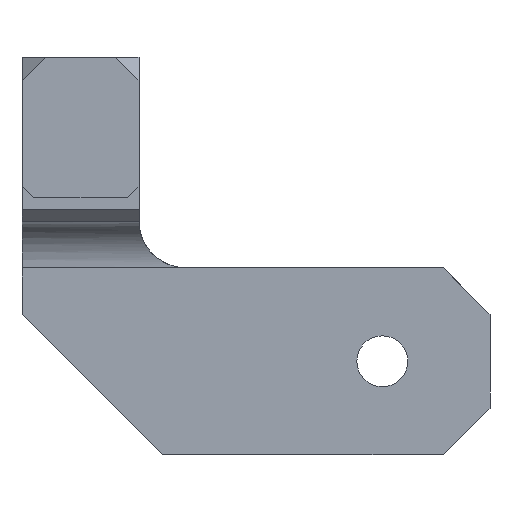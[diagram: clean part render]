
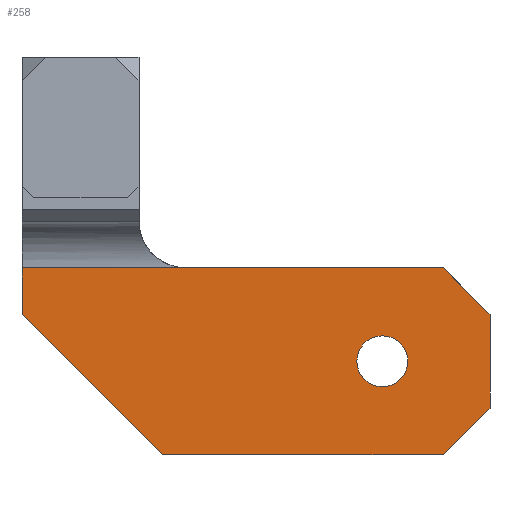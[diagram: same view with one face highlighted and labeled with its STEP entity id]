
A CAD part, front view. The second image highlights one B-rep face of the part: STEP entity #258.
In plain terms, the highlighted planar face has unit normal (0, -1, 0).
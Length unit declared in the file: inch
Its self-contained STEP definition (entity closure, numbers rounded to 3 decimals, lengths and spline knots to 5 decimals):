
#28 = VECTOR ( 'NONE', #1086, 39.37008 ) ;
#46 = LINE ( 'NONE', #1302, #1210 ) ;
#65 = DIRECTION ( 'NONE',  ( -1., 0., 0. ) ) ;
#107 = DIRECTION ( 'NONE',  ( 0., 0., 1. ) ) ;
#120 = CARTESIAN_POINT ( 'NONE',  ( -6.67406, 0.553, 0. ) ) ;
#123 = ORIENTED_EDGE ( 'NONE', *, *, #1158, .T. ) ;
#141 = DIRECTION ( 'NONE',  ( 0., 0., -1. ) ) ;
#165 = VERTEX_POINT ( 'NONE', #731 ) ;
#170 = VECTOR ( 'NONE', #289, 39.37008 ) ;
#181 = EDGE_CURVE ( 'NONE', #290, #641, #330, .T. ) ;
#191 = CIRCLE ( 'NONE', #477, 0.068 ) ;
#227 = VERTEX_POINT ( 'NONE', #1387 ) ;
#236 = DIRECTION ( 'NONE',  ( 0., 0., 1. ) ) ;
#240 = AXIS2_PLACEMENT_3D ( 'NONE', #1274, #789, #107 ) ;
#258 = ADVANCED_FACE ( 'NONE', ( #1166, #790 ), #1125, .F. ) ;
#289 = DIRECTION ( 'NONE',  ( -0.707, 0., 0.707 ) ) ;
#290 = VERTEX_POINT ( 'NONE', #904 ) ;
#307 = EDGE_CURVE ( 'NONE', #1331, #555, #191, .T. ) ;
#330 = LINE ( 'NONE', #1397, #28 ) ;
#418 = CARTESIAN_POINT ( 'NONE',  ( -6.38656, 0.553, 0.125 ) ) ;
#421 = VECTOR ( 'NONE', #65, 39.37008 ) ;
#441 = CARTESIAN_POINT ( 'NONE',  ( -7.26156, 0.553, -0.25 ) ) ;
#443 = LINE ( 'NONE', #441, #1036 ) ;
#467 = EDGE_CURVE ( 'NONE', #746, #725, #877, .T. ) ;
#473 = ORIENTED_EDGE ( 'NONE', *, *, #658, .F. ) ;
#477 = AXIS2_PLACEMENT_3D ( 'NONE', #120, #910, #236 ) ;
#528 = CARTESIAN_POINT ( 'NONE',  ( -7.63656, 0.553, 0.125 ) ) ;
#530 = DIRECTION ( 'NONE',  ( 0., -1., 0. ) ) ;
#536 = DIRECTION ( 'NONE',  ( 0.707, 0., 0.707 ) ) ;
#555 = VERTEX_POINT ( 'NONE', #1396 ) ;
#577 = CARTESIAN_POINT ( 'NONE',  ( -6.67406, 0.553, -0.068 ) ) ;
#586 = ORIENTED_EDGE ( 'NONE', *, *, #824, .T. ) ;
#601 = CARTESIAN_POINT ( 'NONE',  ( -6.38656, 0.553, -0.25 ) ) ;
#618 = VECTOR ( 'NONE', #536, 39.37008 ) ;
#635 = CARTESIAN_POINT ( 'NONE',  ( -7.63656, 0.553, 0.2495 ) ) ;
#641 = VERTEX_POINT ( 'NONE', #528 ) ;
#658 = EDGE_CURVE ( 'NONE', #227, #165, #46, .T. ) ;
#662 = EDGE_CURVE ( 'NONE', #901, #290, #948, .T. ) ;
#673 = EDGE_CURVE ( 'NONE', #555, #1331, #913, .T. ) ;
#717 = EDGE_CURVE ( 'NONE', #227, #725, #1406, .T. ) ;
#725 = VERTEX_POINT ( 'NONE', #1095 ) ;
#731 = CARTESIAN_POINT ( 'NONE',  ( -7.26156, 0.553, -0.25 ) ) ;
#746 = VERTEX_POINT ( 'NONE', #418 ) ;
#748 = DIRECTION ( 'NONE',  ( -1., 0., 0. ) ) ;
#789 = DIRECTION ( 'NONE',  ( 0., 1., 0. ) ) ;
#790 = FACE_BOUND ( 'NONE', #896, .T. ) ;
#824 = EDGE_CURVE ( 'NONE', #641, #165, #443, .T. ) ;
#833 = AXIS2_PLACEMENT_3D ( 'NONE', #1197, #530, #1308 ) ;
#877 = LINE ( 'NONE', #601, #911 ) ;
#896 = EDGE_LOOP ( 'NONE', ( #1116, #1007 ) ) ;
#897 = CARTESIAN_POINT ( 'NONE',  ( -6.51106, 0.553, 0.2495 ) ) ;
#901 = VERTEX_POINT ( 'NONE', #897 ) ;
#904 = CARTESIAN_POINT ( 'NONE',  ( -7.63656, 0.553, 0.2495 ) ) ;
#910 = DIRECTION ( 'NONE',  ( 0., -1., 0. ) ) ;
#911 = VECTOR ( 'NONE', #141, 39.37008 ) ;
#913 = CIRCLE ( 'NONE', #833, 0.068 ) ;
#948 = LINE ( 'NONE', #635, #421 ) ;
#1000 = ORIENTED_EDGE ( 'NONE', *, *, #467, .F. ) ;
#1007 = ORIENTED_EDGE ( 'NONE', *, *, #307, .F. ) ;
#1030 = LINE ( 'NONE', #1073, #170 ) ;
#1036 = VECTOR ( 'NONE', #1220, 39.37008 ) ;
#1044 = ORIENTED_EDGE ( 'NONE', *, *, #662, .T. ) ;
#1073 = CARTESIAN_POINT ( 'NONE',  ( -6.51156, 0.553, 0.25 ) ) ;
#1086 = DIRECTION ( 'NONE',  ( 0., 0., -1. ) ) ;
#1095 = CARTESIAN_POINT ( 'NONE',  ( -6.38656, 0.553, -0.125 ) ) ;
#1116 = ORIENTED_EDGE ( 'NONE', *, *, #673, .F. ) ;
#1125 = PLANE ( 'NONE',  #240 ) ;
#1134 = ORIENTED_EDGE ( 'NONE', *, *, #717, .T. ) ;
#1158 = EDGE_CURVE ( 'NONE', #746, #901, #1030, .T. ) ;
#1166 = FACE_OUTER_BOUND ( 'NONE', #1233, .T. ) ;
#1197 = CARTESIAN_POINT ( 'NONE',  ( -6.67406, 0.553, 0. ) ) ;
#1204 = CARTESIAN_POINT ( 'NONE',  ( -6.38656, 0.553, -0.125 ) ) ;
#1210 = VECTOR ( 'NONE', #748, 39.37008 ) ;
#1220 = DIRECTION ( 'NONE',  ( 0.707, 0., -0.707 ) ) ;
#1233 = EDGE_LOOP ( 'NONE', ( #123, #1044, #1334, #586, #473, #1134, #1000 ) ) ;
#1274 = CARTESIAN_POINT ( 'NONE',  ( -6.38656, 0.553, -0.25 ) ) ;
#1302 = CARTESIAN_POINT ( 'NONE',  ( -6.38656, 0.553, -0.25 ) ) ;
#1308 = DIRECTION ( 'NONE',  ( 0., 0., 1. ) ) ;
#1331 = VERTEX_POINT ( 'NONE', #577 ) ;
#1334 = ORIENTED_EDGE ( 'NONE', *, *, #181, .T. ) ;
#1387 = CARTESIAN_POINT ( 'NONE',  ( -6.51156, 0.553, -0.25 ) ) ;
#1396 = CARTESIAN_POINT ( 'NONE',  ( -6.67406, 0.553, 0.068 ) ) ;
#1397 = CARTESIAN_POINT ( 'NONE',  ( -7.63656, 0.553, -0.25 ) ) ;
#1406 = LINE ( 'NONE', #1204, #618 ) ;
